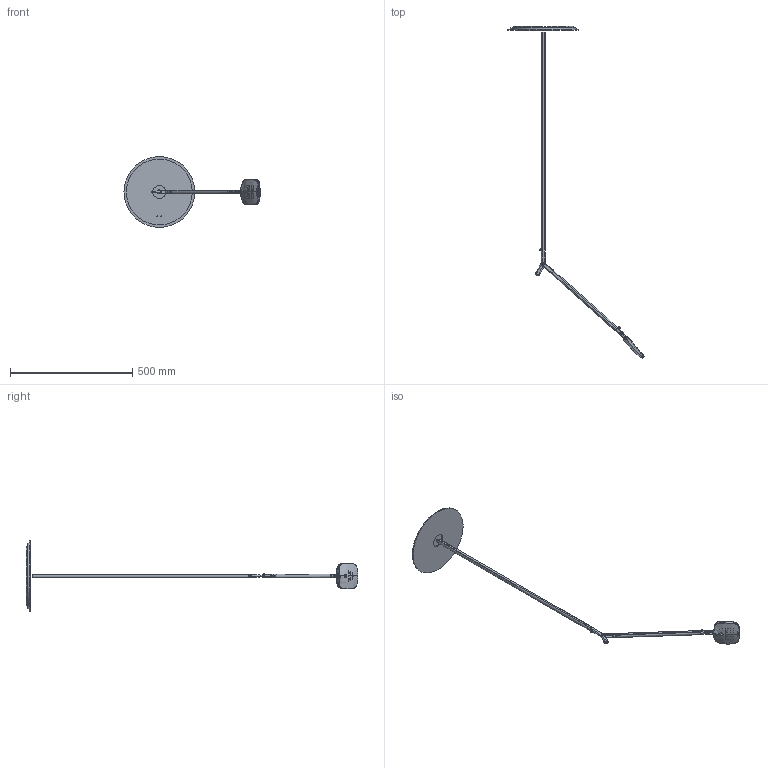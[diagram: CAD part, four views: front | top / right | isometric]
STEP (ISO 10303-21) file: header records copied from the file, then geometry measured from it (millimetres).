
FILE_DESCRIPTION(/* description */ (''),/* implementation_level */ '2;1');
FILE_NAME(/* name */ 'VOLEE LETTURA.stp',/* time_stamp */ '2016-09-09T10:58:13+02:00',/* author */ ('bamato'),/* organization */ (''),/* preprocessor_version */ 'ST-DEVELOPER v16.1',/* originating_system */ 'Autodesk Inventor 2016',/* authorisation */ '');
FILE_SCHEMA (('AUTOMOTIVE_DESIGN { 1 0 10303 214 3 1 1 }'));
Products named in the file (23): 007425979; 007425969; 006542902_BLOCCACAVO_5922-3-16_2FORI_D3_NyBi; DIN 7991 M3x10; 007425999-REV-A; 007425999-REVA_MIR; Assiemebase; STELO ALLUMINIO; 007428630 PINNA SUPERIORE GREZZA; 007428580 RONDELLA PIANA VOLEE INOX; 007428620 FORCELLA PINNA GREZZA doppio foro; VITE M3 x7 IMPRONTA TORX; AS 1968 - 1976 - 4; DADO M3 PER SNODO VOLEE; SNODO SUPERIORE con nuova FORCELLA; BRACCIO CILINDRICO INFERIORE TN4; 007428660 TESTA GREZZA nuova soluzione; 007428650 FORCELLA TESTA GREZZA nuova soluzione; 003428530 FRIZIONE TESTA LAMPADA DA TAVOLO; 007428640 GIUNTO TESTA GREZZA; STEAB 5063-6 CODICE COLORE 2; SNODO TESTA; VOLEE LETTURA
Assembly tree (29 placements, depth 3):
  VOLEE LETTURA
    Assiemebase
      007425979
      007425969
      006542902_BLOCCACAVO_5922-3-16_2FORI_D3_NyBi
      DIN 7991 M3x10  x2
      007425999-REV-A
      007425999-REVA_MIR
    STELO ALLUMINIO
    SNODO SUPERIORE con nuova FORCELLA
      007428630 PINNA SUPERIORE GREZZA
      007428580 RONDELLA PIANA VOLEE INOX  x2
      007428620 FORCELLA PINNA GREZZA doppio foro
      VITE M3 x7 IMPRONTA TORX
      AS 1968 - 1976 - 4
      DADO M3 PER SNODO VOLEE
    BRACCIO CILINDRICO INFERIORE TN4
    SNODO TESTA
      007428660 TESTA GREZZA nuova soluzione
      007428650 FORCELLA TESTA GREZZA nuova soluzione
      003428530 FRIZIONE TESTA LAMPADA DA TAVOLO
      007428640 GIUNTO TESTA GREZZA
      007428580 RONDELLA PIANA VOLEE INOX  x2
      VITE M3 x7 IMPRONTA TORX
      DADO M3 PER SNODO VOLEE
      AS 1968 - 1976 - 4
      STEAB 5063-6 CODICE COLORE 2
Bounding box: 557.8 x 1359.76 x 290 mm (x, y, z)
Volume: 978855.4 mm3; surface area: 478281.7 mm2
Topology: 26 solids, 26 shells, 1544 faces, 4458 edges, 2981 vertices
Faces by surface type: bspline 575, plane 380, cone 340, cylinder 205, torus 30, sphere 14
Full cylindrical faces by diameter (mm): 2.675 x2, 2.7 x2, 3 x4, 3.1 x2, 3.2 x1, 3.483 x2, 4 x4, 4.02 x1, 4.1 x4, 4.2 x1, 4.776 x1, 6 x3, 8 x4, 8.951 x2, 10.2 x1, 10.202 x2, 11.951 x1, 12.2 x1, 14 x1, 15.8 x1, 17 x2, 53 x1, 270 x1, 290 x1
Entity records: 75425 total; most frequent: CARTESIAN_POINT 46521, ORIENTED_EDGE 6618, DIRECTION 4618, EDGE_CURVE 3309, VERTEX_POINT 2247, AXIS2_PLACEMENT_3D 1887, B_SPLINE_CURVE_WITH_KNOTS 1378, EDGE_LOOP 1322
